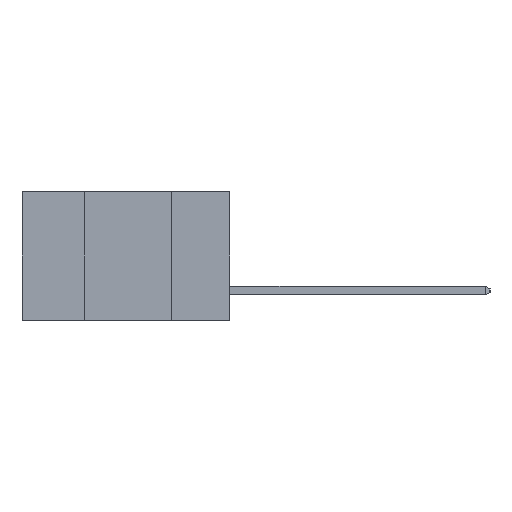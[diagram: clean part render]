
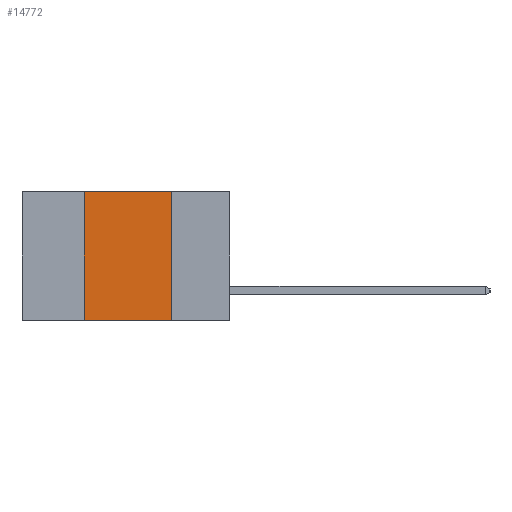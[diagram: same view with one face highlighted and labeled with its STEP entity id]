
A CAD part, left-side view. The second image highlights one B-rep face of the part: STEP entity #14772.
In plain terms, the highlighted planar face has unit normal (-1, 0, 0).
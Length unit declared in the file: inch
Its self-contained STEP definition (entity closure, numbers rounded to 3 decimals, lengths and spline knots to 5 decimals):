
#549 = DIRECTION ( 'NONE',  ( 0., 0., -1. ) ) ;
#578 = DIRECTION ( 'NONE',  ( 1., 0., 0. ) ) ;
#596 = CARTESIAN_POINT ( 'NONE',  ( 0., 0.6, 0. ) ) ;
#661 = PLANE ( 'NONE',  #1143 ) ;
#674 = CARTESIAN_POINT ( 'NONE',  ( 0., 0.6, -0.37 ) ) ;
#996 = LINE ( 'NONE', #16663, #14915 ) ;
#1143 = AXIS2_PLACEMENT_3D ( 'NONE', #596, #578, #549 ) ;
#1905 = EDGE_CURVE ( 'NONE', #10490, #4086, #16396, .T. ) ;
#3691 = CARTESIAN_POINT ( 'NONE',  ( 0., 0.42, -0.37 ) ) ;
#4086 = VERTEX_POINT ( 'NONE', #8817 ) ;
#4935 = ORIENTED_EDGE ( 'NONE', *, *, #15274, .T. ) ;
#6264 = ORIENTED_EDGE ( 'NONE', *, *, #7177, .F. ) ;
#7177 = EDGE_CURVE ( 'NONE', #11458, #17133, #11926, .T. ) ;
#8281 = VECTOR ( 'NONE', #14937, 39.37008 ) ;
#8817 = CARTESIAN_POINT ( 'NONE',  ( 0., 0.42, 0. ) ) ;
#9241 = FACE_OUTER_BOUND ( 'NONE', #9759, .T. ) ;
#9396 = EDGE_CURVE ( 'NONE', #4086, #11458, #996, .T. ) ;
#9586 = DIRECTION ( 'NONE',  ( 0., 0., 1. ) ) ;
#9759 = EDGE_LOOP ( 'NONE', ( #6264, #12344, #13646, #4935 ) ) ;
#10427 = DIRECTION ( 'NONE',  ( 0., -1., 0. ) ) ;
#10490 = VERTEX_POINT ( 'NONE', #11718 ) ;
#11458 = VERTEX_POINT ( 'NONE', #16008 ) ;
#11718 = CARTESIAN_POINT ( 'NONE',  ( 0., 0.42, -0.37 ) ) ;
#11926 = LINE ( 'NONE', #15676, #8281 ) ;
#12344 = ORIENTED_EDGE ( 'NONE', *, *, #9396, .F. ) ;
#13646 = ORIENTED_EDGE ( 'NONE', *, *, #1905, .F. ) ;
#14432 = VECTOR ( 'NONE', #10427, 39.37008 ) ;
#14772 = ADVANCED_FACE ( 'NONE', ( #9241 ), #661, .F. ) ;
#14915 = VECTOR ( 'NONE', #15992, 39.37008 ) ;
#14937 = DIRECTION ( 'NONE',  ( 0., 0., -1. ) ) ;
#15274 = EDGE_CURVE ( 'NONE', #10490, #17133, #17570, .T. ) ;
#15676 = CARTESIAN_POINT ( 'NONE',  ( 0., 0.17, -0.37 ) ) ;
#15992 = DIRECTION ( 'NONE',  ( 0., -1., 0. ) ) ;
#16008 = CARTESIAN_POINT ( 'NONE',  ( 0., 0.17, 0. ) ) ;
#16023 = CARTESIAN_POINT ( 'NONE',  ( 0., 0.17, -0.37 ) ) ;
#16396 = LINE ( 'NONE', #3691, #17245 ) ;
#16663 = CARTESIAN_POINT ( 'NONE',  ( 0., 0.6, 0. ) ) ;
#17133 = VERTEX_POINT ( 'NONE', #16023 ) ;
#17245 = VECTOR ( 'NONE', #9586, 39.37008 ) ;
#17570 = LINE ( 'NONE', #674, #14432 ) ;
